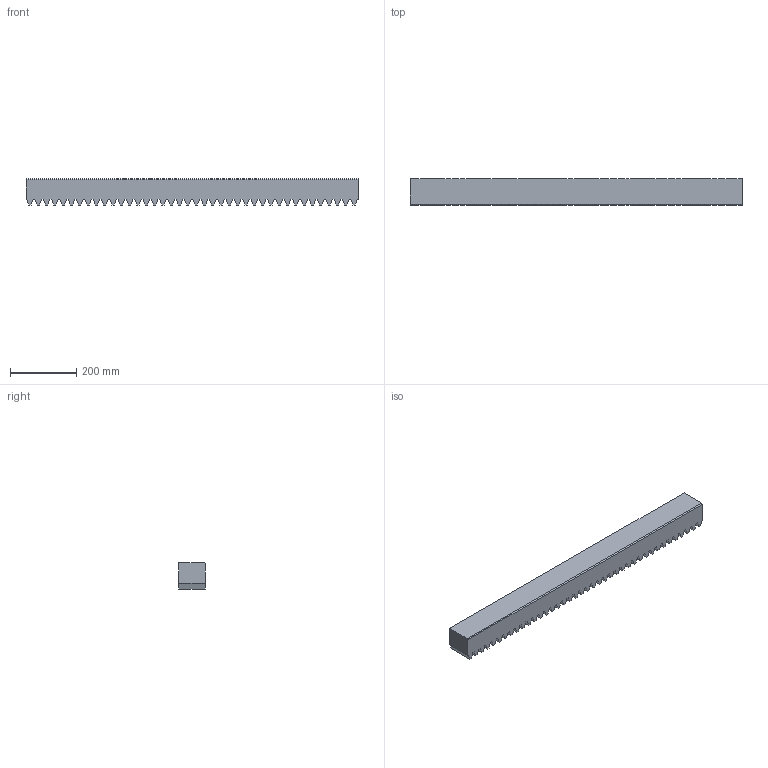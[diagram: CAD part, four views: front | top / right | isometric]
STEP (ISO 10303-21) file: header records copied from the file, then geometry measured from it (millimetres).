
FILE_DESCRIPTION(('STEP AP214'),'1');
FILE_NAME('144-080-310.stp','2017-10-09T11:46:46',('TraceParts'),('TraceParts S.A.'),'Spatial InterOp 3D',' ',' ');
FILE_SCHEMA(('automotive_design'));
Length unit declared in the file: millimetre
Products named in the file (1): 144-080-310
Bounding box: 1004.04 x 79 x 79 mm (x, y, z)
Volume: 5590151.1 mm3; surface area: 387796.3 mm2
Topology: 1 solids, 1 shells, 167 faces, 495 edges, 330 vertices
Faces by surface type: plane 167
Entity records: 6830 total; most frequent: CARTESIAN_POINT 993, ORIENTED_EDGE 990, DIRECTION 831, EDGE_CURVE 495, LINE 495, VECTOR 495, VERTEX_POINT 330, STYLED_ITEM 168
